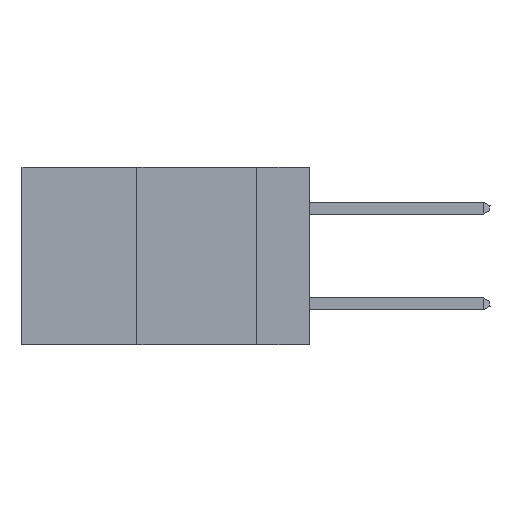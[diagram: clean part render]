
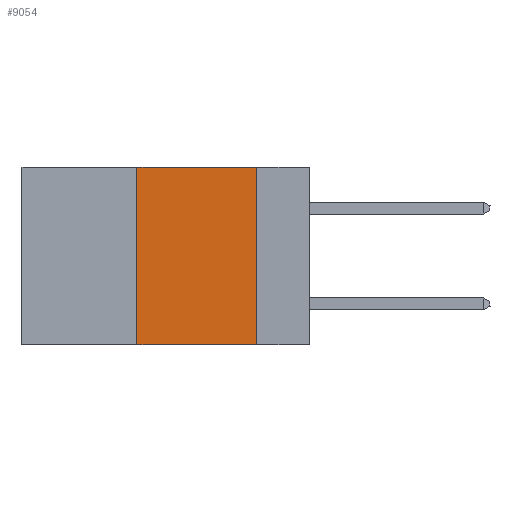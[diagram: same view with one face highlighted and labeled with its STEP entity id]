
A CAD part, left-side view. The second image highlights one B-rep face of the part: STEP entity #9054.
In plain terms, the highlighted planar face has unit normal (-1, 0, 0).
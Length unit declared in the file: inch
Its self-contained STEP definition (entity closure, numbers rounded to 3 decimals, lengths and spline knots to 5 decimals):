
#1440 = DIRECTION ( 'NONE',  ( 0., 0., 1. ) ) ;
#2144 = VERTEX_POINT ( 'NONE', #24193 ) ;
#3841 = EDGE_CURVE ( 'NONE', #20850, #36460, #16468, .T. ) ;
#5143 = CARTESIAN_POINT ( 'NONE',  ( 0., 0.36, 0. ) ) ;
#5153 = ORIENTED_EDGE ( 'NONE', *, *, #3841, .F. ) ;
#9054 = ADVANCED_FACE ( 'NONE', ( #29176 ), #43947, .F. ) ;
#11294 = VECTOR ( 'NONE', #1440, 39.37008 ) ;
#13458 = LINE ( 'NONE', #5143, #11294 ) ;
#13490 = DIRECTION ( 'NONE',  ( 0., 0., -1. ) ) ;
#15579 = CARTESIAN_POINT ( 'NONE',  ( 0., 0.36, 0. ) ) ;
#16432 = LINE ( 'NONE', #35586, #23342 ) ;
#16468 = LINE ( 'NONE', #29994, #27674 ) ;
#17670 = ORIENTED_EDGE ( 'NONE', *, *, #35047, .T. ) ;
#20850 = VERTEX_POINT ( 'NONE', #38096 ) ;
#20906 = AXIS2_PLACEMENT_3D ( 'NONE', #30215, #30504, #13490 ) ;
#21109 = ORIENTED_EDGE ( 'NONE', *, *, #43778, .F. ) ;
#23235 = DIRECTION ( 'NONE',  ( 0., 0., -1. ) ) ;
#23342 = VECTOR ( 'NONE', #39177, 39.37008 ) ;
#24193 = CARTESIAN_POINT ( 'NONE',  ( 0., 0.36, -0.37 ) ) ;
#24787 = CARTESIAN_POINT ( 'NONE',  ( 0., 0.6, -0.37 ) ) ;
#27674 = VECTOR ( 'NONE', #23235, 39.37008 ) ;
#28065 = LINE ( 'NONE', #24787, #39289 ) ;
#28785 = ORIENTED_EDGE ( 'NONE', *, *, #40444, .F. ) ;
#29176 = FACE_OUTER_BOUND ( 'NONE', #31970, .T. ) ;
#29994 = CARTESIAN_POINT ( 'NONE',  ( 0., 0.11, 0. ) ) ;
#30215 = CARTESIAN_POINT ( 'NONE',  ( 0., 0.6, 0. ) ) ;
#30504 = DIRECTION ( 'NONE',  ( 1., 0., 0. ) ) ;
#31970 = EDGE_LOOP ( 'NONE', ( #5153, #21109, #28785, #17670 ) ) ;
#35047 = EDGE_CURVE ( 'NONE', #2144, #36460, #28065, .T. ) ;
#35586 = CARTESIAN_POINT ( 'NONE',  ( 0., 0.6, 0. ) ) ;
#36460 = VERTEX_POINT ( 'NONE', #43486 ) ;
#38096 = CARTESIAN_POINT ( 'NONE',  ( 0., 0.11, 0. ) ) ;
#39177 = DIRECTION ( 'NONE',  ( 0., -1., 0. ) ) ;
#39289 = VECTOR ( 'NONE', #41553, 39.37008 ) ;
#40444 = EDGE_CURVE ( 'NONE', #2144, #43774, #13458, .T. ) ;
#41553 = DIRECTION ( 'NONE',  ( 0., -1., 0. ) ) ;
#43486 = CARTESIAN_POINT ( 'NONE',  ( 0., 0.11, -0.37 ) ) ;
#43774 = VERTEX_POINT ( 'NONE', #15579 ) ;
#43778 = EDGE_CURVE ( 'NONE', #43774, #20850, #16432, .T. ) ;
#43947 = PLANE ( 'NONE',  #20906 ) ;
